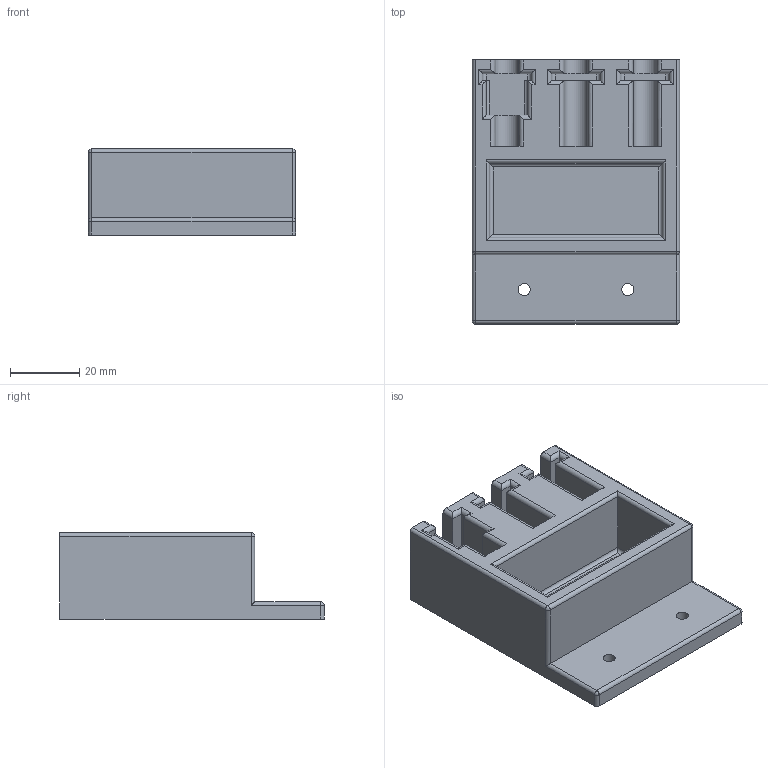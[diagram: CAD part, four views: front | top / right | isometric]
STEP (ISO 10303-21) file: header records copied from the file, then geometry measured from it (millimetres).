
FILE_DESCRIPTION(('FreeCAD Model'),'2;1');
FILE_NAME('Open CASCADE Shape Model','2024-10-07T22:43:00',(''),(''), 'Open CASCADE STEP processor 7.7','FreeCAD','Unknown');
FILE_SCHEMA(('AUTOMOTIVE_DESIGN { 1 0 10303 214 1 1 1 1 }'));
Length unit declared in the file: millimetre
Products named in the file (1): NozzleWide
Bounding box: 60 x 76.5 x 25 mm (x, y, z)
Volume: 58014.4 mm3; surface area: 21255.2 mm2
Topology: 1 solids, 1 shells, 119 faces, 308 edges, 188 vertices
Faces by surface type: cylinder 68, plane 47, sphere 4
Full cylindrical faces by diameter (mm): 3.5 x2
Entity records: 3594 total; most frequent: DIRECTION 642, CARTESIAN_POINT 612, ORIENTED_EDGE 608, EDGE_CURVE 304, AXIS2_PLACEMENT_3D 218, LINE 206, VECTOR 206, VERTEX_POINT 188
